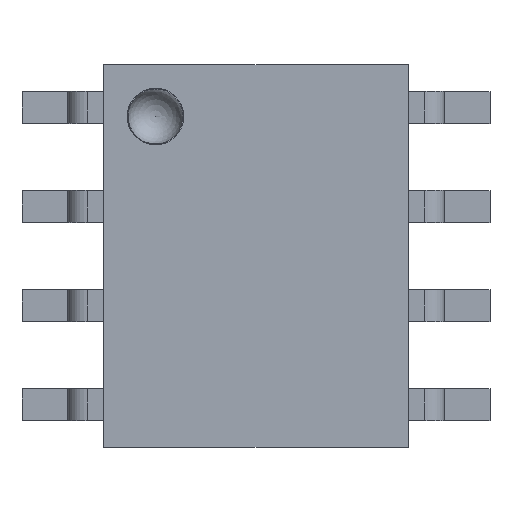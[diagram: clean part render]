
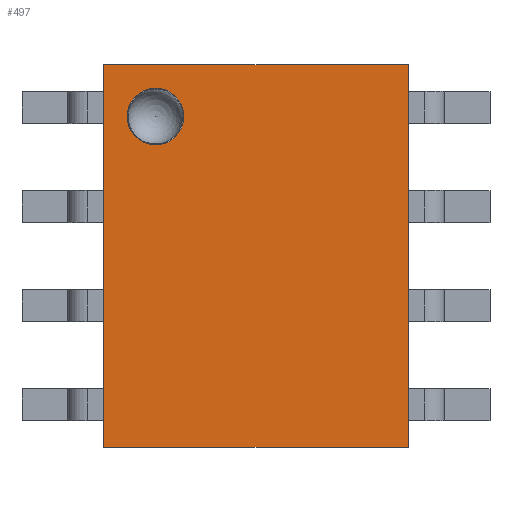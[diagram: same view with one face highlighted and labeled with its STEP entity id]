
A CAD part, top view. The second image highlights one B-rep face of the part: STEP entity #497.
In plain terms, the highlighted planar face has unit normal (0, 0, 1).
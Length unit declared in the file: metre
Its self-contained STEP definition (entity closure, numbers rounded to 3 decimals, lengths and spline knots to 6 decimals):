
#497 = ADVANCED_FACE( '', ( #1299, #1300 ), #1301, .T. );
#1299 = FACE_BOUND( '', #2364, .T. );
#1300 = FACE_OUTER_BOUND( '', #2365, .T. );
#1301 = PLANE( '', #2366 );
#2364 = EDGE_LOOP( '', ( #3770 ) );
#2365 = EDGE_LOOP( '', ( #3771, #3772, #3773, #3774 ) );
#2366 = AXIS2_PLACEMENT_3D( '', #3775, #3776, #3777 );
#3770 = ORIENTED_EDGE( '', *, *, #4851, .T. );
#3771 = ORIENTED_EDGE( '', *, *, #4852, .T. );
#3772 = ORIENTED_EDGE( '', *, *, #4846, .T. );
#3773 = ORIENTED_EDGE( '', *, *, #4833, .T. );
#3774 = ORIENTED_EDGE( '', *, *, #4853, .T. );
#3775 = CARTESIAN_POINT( '', ( -0.00195, -0.00245, 0.001625 ) );
#3776 = DIRECTION( '', ( 0., 0., 1. ) );
#3777 = DIRECTION( '', ( 1., 0., 0. ) );
#4833 = EDGE_CURVE( '', #4955, #4959, #4961, .T. );
#4846 = EDGE_CURVE( '', #4974, #4955, #4975, .T. );
#4851 = EDGE_CURVE( '', #4981, #4981, #4982, .T. );
#4852 = EDGE_CURVE( '', #4983, #4974, #4984, .T. );
#4853 = EDGE_CURVE( '', #4959, #4983, #4985, .T. );
#4955 = VERTEX_POINT( '', #5087 );
#4959 = VERTEX_POINT( '', #5093 );
#4961 = B_SPLINE_CURVE_WITH_KNOTS( '', 1, ( #5096, #5097 ), .UNSPECIFIED., .F., .F., ( 2, 2 ), ( 0., 1. ), .UNSPECIFIED. );
#4974 = VERTEX_POINT( '', #5110 );
#4975 = B_SPLINE_CURVE_WITH_KNOTS( '', 1, ( #5111, #5112 ), .UNSPECIFIED., .F., .F., ( 2, 2 ), ( 0., 1. ), .UNSPECIFIED. );
#4981 = VERTEX_POINT( '', #5120 );
#4982 = B_SPLINE_CURVE_WITH_KNOTS( '', 3, ( #5121, #5122, #5123, #5124, #5125, #5126, #5127, #5128, #5129, #5130, #5131, #5132, #5133, #5134, #5135, #5136, #5137, #5138, #5139 ), .UNSPECIFIED., .T., .F., ( 2, 1, 1, 1, 1, 1, 1, 1, 1, 1, 1, 1, 1, 1, 1, 1, 1, 1, 1, 1, 2 ), ( -0.125, -0.0625, 0., 0.0625, 0.125, 0.1875, 0.25, 0.3125, 0.375, 0.4375, 0.5, 0.5625, 0.625, 0.6875, 0.75, 0.8125, 0.875, 0.9375, 1., 1.0625, 1.125 ), .UNSPECIFIED. );
#4983 = VERTEX_POINT( '', #5140 );
#4984 = B_SPLINE_CURVE_WITH_KNOTS( '', 1, ( #5141, #5142 ), .UNSPECIFIED., .F., .F., ( 2, 2 ), ( 0., 1. ), .UNSPECIFIED. );
#4985 = B_SPLINE_CURVE_WITH_KNOTS( '', 1, ( #5143, #5144 ), .UNSPECIFIED., .F., .F., ( 2, 2 ), ( 0., 1. ), .UNSPECIFIED. );
#5087 = CARTESIAN_POINT( '', ( -0.00195, 0.00245, 0.001625 ) );
#5093 = CARTESIAN_POINT( '', ( -0.00195, -0.00245, 0.001625 ) );
#5096 = CARTESIAN_POINT( '', ( -0.00195, 0.00245, 0.001625 ) );
#5097 = CARTESIAN_POINT( '', ( -0.00195, -0.00245, 0.001625 ) );
#5110 = CARTESIAN_POINT( '', ( 0.00195, 0.00245, 0.001625 ) );
#5111 = CARTESIAN_POINT( '', ( 0.00195, 0.00245, 0.001625 ) );
#5112 = CARTESIAN_POINT( '', ( -0.00195, 0.00245, 0.001625 ) );
#5120 = CARTESIAN_POINT( '', ( -0.000925, 0.001788, 0.001625 ) );
#5121 = CARTESIAN_POINT( '', ( -0.000944, 0.00193, 0.001625 ) );
#5122 = CARTESIAN_POINT( '', ( -0.000916, 0.001788, 0.001625 ) );
#5123 = CARTESIAN_POINT( '', ( -0.000944, 0.001645, 0.001625 ) );
#5124 = CARTESIAN_POINT( '', ( -0.001025, 0.001525, 0.001625 ) );
#5125 = CARTESIAN_POINT( '', ( -0.001145, 0.001444, 0.001625 ) );
#5126 = CARTESIAN_POINT( '', ( -0.001288, 0.001416, 0.001625 ) );
#5127 = CARTESIAN_POINT( '', ( -0.00143, 0.001444, 0.001625 ) );
#5128 = CARTESIAN_POINT( '', ( -0.00155, 0.001525, 0.001625 ) );
#5129 = CARTESIAN_POINT( '', ( -0.001631, 0.001645, 0.001625 ) );
#5130 = CARTESIAN_POINT( '', ( -0.001659, 0.001788, 0.001625 ) );
#5131 = CARTESIAN_POINT( '', ( -0.001631, 0.00193, 0.001625 ) );
#5132 = CARTESIAN_POINT( '', ( -0.00155, 0.00205, 0.001625 ) );
#5133 = CARTESIAN_POINT( '', ( -0.00143, 0.002131, 0.001625 ) );
#5134 = CARTESIAN_POINT( '', ( -0.001288, 0.002159, 0.001625 ) );
#5135 = CARTESIAN_POINT( '', ( -0.001145, 0.002131, 0.001625 ) );
#5136 = CARTESIAN_POINT( '', ( -0.001025, 0.00205, 0.001625 ) );
#5137 = CARTESIAN_POINT( '', ( -0.000944, 0.00193, 0.001625 ) );
#5138 = CARTESIAN_POINT( '', ( -0.000916, 0.001788, 0.001625 ) );
#5139 = CARTESIAN_POINT( '', ( -0.000944, 0.001645, 0.001625 ) );
#5140 = CARTESIAN_POINT( '', ( 0.00195, -0.00245, 0.001625 ) );
#5141 = CARTESIAN_POINT( '', ( 0.00195, -0.00245, 0.001625 ) );
#5142 = CARTESIAN_POINT( '', ( 0.00195, 0.00245, 0.001625 ) );
#5143 = CARTESIAN_POINT( '', ( -0.00195, -0.00245, 0.001625 ) );
#5144 = CARTESIAN_POINT( '', ( 0.00195, -0.00245, 0.001625 ) );
